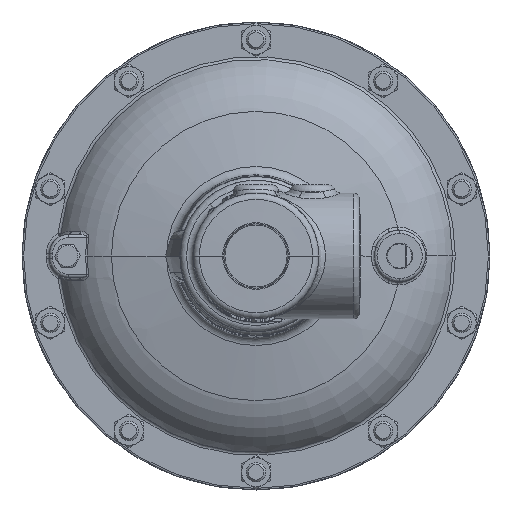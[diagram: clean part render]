
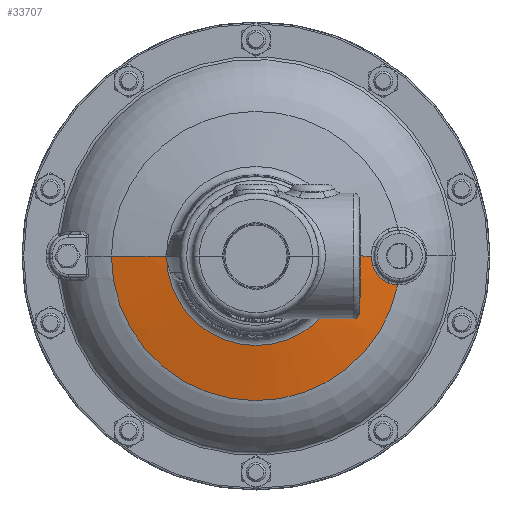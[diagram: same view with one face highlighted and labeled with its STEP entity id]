
A CAD part, front view. The second image highlights one B-rep face of the part: STEP entity #33707.
In plain terms, the highlighted spherical face has radius 300.038 mm.
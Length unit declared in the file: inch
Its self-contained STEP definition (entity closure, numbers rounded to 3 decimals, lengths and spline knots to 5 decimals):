
#5148 = DIRECTION ( 'NONE',  ( 0., 0., -1. ) ) ;
#5684 = CARTESIAN_POINT ( 'NONE',  ( 2.23507, 5.31129, -0.03238 ) ) ;
#6868 = CARTESIAN_POINT ( 'NONE',  ( 2.26415, 5.31845, -0.18993 ) ) ;
#7752 = CARTESIAN_POINT ( 'NONE',  ( 2.55232, 5.38847, -0.51632 ) ) ;
#12034 = SPHERICAL_SURFACE ( 'NONE', #93519, 11.8125 ) ;
#12952 = ORIENTED_EDGE ( 'NONE', *, *, #47082, .F. ) ;
#13654 = CARTESIAN_POINT ( 'NONE',  ( 2.23444, 5.31113, 0. ) ) ;
#14203 = B_SPLINE_CURVE_WITH_KNOTS ( 'NONE', 3,
 ( #47139, #21974, #14350, #102638, #55142, #7752 ),
 .UNSPECIFIED., .F., .F.,
 ( 4, 2, 4 ),
 ( 0., 0.00256, 0.00513 ),
 .UNSPECIFIED. ) ;
#14350 = CARTESIAN_POINT ( 'NONE',  ( 2.67851, 5.41881, -0.55303 ) ) ;
#14485 = CARTESIAN_POINT ( 'NONE',  ( 2.51825, 5.38029, -0.50093 ) ) ;
#20464 = CARTESIAN_POINT ( 'NONE',  ( 0., 16.91038, 0. ) ) ;
#21211 = ORIENTED_EDGE ( 'NONE', *, *, #22816, .T. ) ;
#21974 = CARTESIAN_POINT ( 'NONE',  ( 2.71108, 5.42666, -0.55728 ) ) ;
#22039 = CIRCLE ( 'NONE', #40555, 11.8125 ) ;
#22446 = CARTESIAN_POINT ( 'NONE',  ( 2.4699, 5.36863, -0.47229 ) ) ;
#22816 = EDGE_CURVE ( 'NONE', #91223, #80623, #14203, .T. ) ;
#23123 = ORIENTED_EDGE ( 'NONE', *, *, #30406, .T. ) ;
#24338 = ORIENTED_EDGE ( 'NONE', *, *, #87884, .T. ) ;
#28052 = EDGE_CURVE ( 'NONE', #36564, #63227, #75062, .T. ) ;
#28204 = CIRCLE ( 'NONE', #46995, 11.8125 ) ;
#28441 = DIRECTION ( 'NONE',  ( 1., 0., 0. ) ) ;
#28473 = EDGE_LOOP ( 'NONE', ( #12952, #68594, #21211, #23123, #72659, #24338, #37835 ) ) ;
#29040 = VERTEX_POINT ( 'NONE', #98306 ) ;
#29640 = EDGE_CURVE ( 'NONE', #91810, #82667, #41744, .T. ) ;
#30388 = CARTESIAN_POINT ( 'NONE',  ( 2.39777, 5.35115, -0.41422 ) ) ;
#30406 = EDGE_CURVE ( 'NONE', #80623, #36564, #98510, .T. ) ;
#33707 = ADVANCED_FACE ( 'NONE', ( #96311 ), #12034, .T. ) ;
#36564 = VERTEX_POINT ( 'NONE', #100290 ) ;
#36624 = CARTESIAN_POINT ( 'NONE',  ( 0., 16.91038, 0. ) ) ;
#36770 = CARTESIAN_POINT ( 'NONE',  ( 2.24691, 5.31421, -0.1279 ) ) ;
#37835 = ORIENTED_EDGE ( 'NONE', *, *, #29640, .T. ) ;
#37930 = CARTESIAN_POINT ( 'NONE',  ( 2.55232, 5.38847, -0.51632 ) ) ;
#38277 = CARTESIAN_POINT ( 'NONE',  ( 2.34927, 5.33933, -0.35687 ) ) ;
#40397 = CARTESIAN_POINT ( 'NONE',  ( 0., 5.43466, 0. ) ) ;
#40555 = AXIS2_PLACEMENT_3D ( 'NONE', #20464, #75866, #28441 ) ;
#41744 = CIRCLE ( 'NONE', #42824, 1.73253 ) ;
#42824 = AXIS2_PLACEMENT_3D ( 'NONE', #45773, #101247, #53776 ) ;
#44610 = DIRECTION ( 'NONE',  ( 1., 0., 0. ) ) ;
#45107 = CARTESIAN_POINT ( 'NONE',  ( 2.26415, 5.31845, -0.18993 ) ) ;
#45773 = CARTESIAN_POINT ( 'NONE',  ( 0., 5.22562, 0. ) ) ;
#46256 = CARTESIAN_POINT ( 'NONE',  ( 2.31783, 5.33164, -0.31001 ) ) ;
#46995 = AXIS2_PLACEMENT_3D ( 'NONE', #52543, #5148, #60528 ) ;
#47082 = EDGE_CURVE ( 'NONE', #29040, #82667, #22039, .T. ) ;
#47139 = CARTESIAN_POINT ( 'NONE',  ( 2.74425, 5.43466, -0.55861 ) ) ;
#48375 = DIRECTION ( 'NONE',  ( -1., 0., 0. ) ) ;
#51850 = CARTESIAN_POINT ( 'NONE',  ( 2.23444, 5.31113, 0. ) ) ;
#52543 = CARTESIAN_POINT ( 'NONE',  ( 0., 16.91038, 0. ) ) ;
#53085 = CARTESIAN_POINT ( 'NONE',  ( 2.23759, 5.31191, -0.06448 ) ) ;
#53601 = CARTESIAN_POINT ( 'NONE',  ( 2.74425, 5.43466, -0.55861 ) ) ;
#53776 = DIRECTION ( 'NONE',  ( 1., 0., 0. ) ) ;
#53912 = CARTESIAN_POINT ( 'NONE',  ( 2.53504, 5.38433, -0.50914 ) ) ;
#54239 = CARTESIAN_POINT ( 'NONE',  ( 2.27577, 5.32132, -0.22626 ) ) ;
#55142 = CARTESIAN_POINT ( 'NONE',  ( 2.58311, 5.39587, -0.52911 ) ) ;
#60528 = DIRECTION ( 'NONE',  ( -1., 0., 0. ) ) ;
#61079 = CARTESIAN_POINT ( 'NONE',  ( 2.23444, 5.31113, -0.01616 ) ) ;
#62898 = CARTESIAN_POINT ( 'NONE',  ( -1.73253, 5.22562, 0. ) ) ;
#63183 = CARTESIAN_POINT ( 'NONE',  ( 1.73253, 5.22562, 0. ) ) ;
#63227 = VERTEX_POINT ( 'NONE', #51850 ) ;
#63758 = CARTESIAN_POINT ( 'NONE',  ( 2.55232, 5.38847, -0.51632 ) ) ;
#66847 = CIRCLE ( 'NONE', #91916, 2.80053 ) ;
#68594 = ORIENTED_EDGE ( 'NONE', *, *, #84598, .T. ) ;
#68703 = CARTESIAN_POINT ( 'NONE',  ( 2.2543, 5.31603, -0.15913 ) ) ;
#69863 = CARTESIAN_POINT ( 'NONE',  ( 2.48566, 5.37243, -0.4825 ) ) ;
#72659 = ORIENTED_EDGE ( 'NONE', *, *, #28052, .T. ) ;
#75062 = B_SPLINE_CURVE_WITH_KNOTS ( 'NONE', 3,
 ( #45107, #68703, #36770, #100569, #53085, #5684, #61079, #13654 ),
 .UNSPECIFIED., .F., .F.,
 ( 4, 2, 2, 4 ),
 ( 0., 0.00244, 0.00367, 0.00489 ),
 .UNSPECIFIED. ) ;
#75866 = DIRECTION ( 'NONE',  ( 0., 0., 1. ) ) ;
#77828 = CARTESIAN_POINT ( 'NONE',  ( 2.42497, 5.35776, -0.43938 ) ) ;
#80623 = VERTEX_POINT ( 'NONE', #63758 ) ;
#82667 = VERTEX_POINT ( 'NONE', #62898 ) ;
#84135 = DIRECTION ( 'NONE',  ( 0., 0., 1. ) ) ;
#84598 = EDGE_CURVE ( 'NONE', #29040, #91223, #66847, .T. ) ;
#85777 = CARTESIAN_POINT ( 'NONE',  ( 2.36094, 5.34218, -0.37187 ) ) ;
#87884 = EDGE_CURVE ( 'NONE', #63227, #91810, #28204, .T. ) ;
#91223 = VERTEX_POINT ( 'NONE', #53601 ) ;
#91810 = VERTEX_POINT ( 'NONE', #63183 ) ;
#91916 = AXIS2_PLACEMENT_3D ( 'NONE', #40397, #95862, #48375 ) ;
#93519 = AXIS2_PLACEMENT_3D ( 'NONE', #36624, #84135, #44610 ) ;
#93738 = CARTESIAN_POINT ( 'NONE',  ( 2.32772, 5.33407, -0.32595 ) ) ;
#95862 = DIRECTION ( 'NONE',  ( 0., -1., 0. ) ) ;
#96311 = FACE_OUTER_BOUND ( 'NONE', #28473, .T. ) ;
#98306 = CARTESIAN_POINT ( 'NONE',  ( -2.80053, 5.43466, 0. ) ) ;
#98510 = B_SPLINE_CURVE_WITH_KNOTS ( 'NONE', 3,
 ( #37930, #53912, #14485, #69863, #22446, #77828, #30388, #85777, #38277, #93738, #46256, #101740, #54239, #6868 ),
 .UNSPECIFIED., .F., .F.,
 ( 4, 2, 2, 2, 2, 2, 4 ),
 ( 0., 0.00146, 0.00291, 0.00583, 0.00728, 0.00874, 0.01165 ),
 .UNSPECIFIED. ) ;
#100290 = CARTESIAN_POINT ( 'NONE',  ( 2.26415, 5.31845, -0.18993 ) ) ;
#100569 = CARTESIAN_POINT ( 'NONE',  ( 2.23946, 5.31237, -0.08041 ) ) ;
#101247 = DIRECTION ( 'NONE',  ( 0., 1., 0. ) ) ;
#101740 = CARTESIAN_POINT ( 'NONE',  ( 2.29062, 5.32497, -0.26083 ) ) ;
#102638 = CARTESIAN_POINT ( 'NONE',  ( 2.61452, 5.40342, -0.53894 ) ) ;
